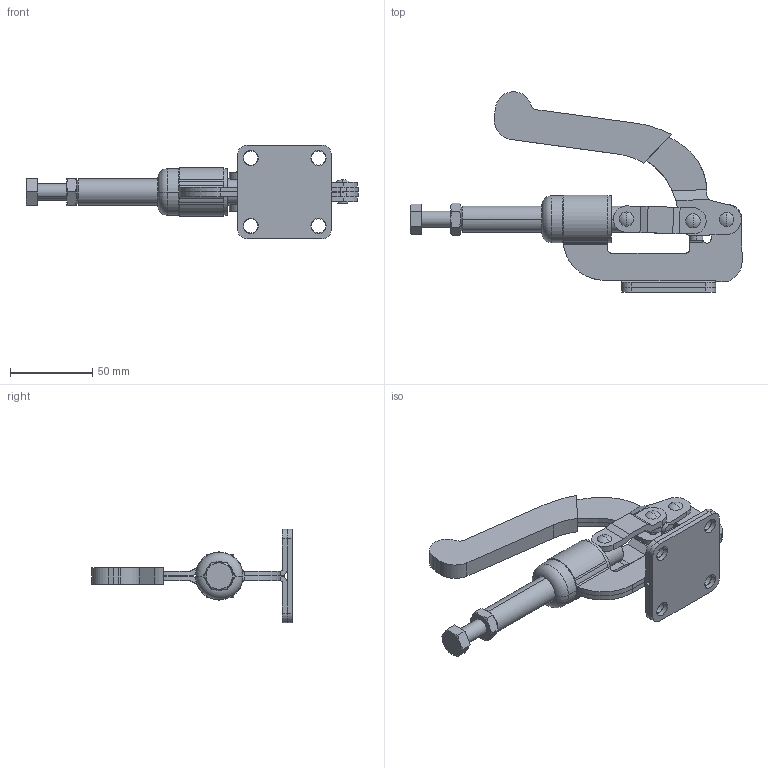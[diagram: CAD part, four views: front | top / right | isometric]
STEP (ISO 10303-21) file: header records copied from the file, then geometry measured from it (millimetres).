
FILE_DESCRIPTION (( 'STEP AP214' ), '1' );
FILE_NAME ('GH-36010M(Â²¤Æ).STEP', '2020-07-01T07:13:49', ( 'LinWei' ), ( '' ), 'SwSTEP 2.0', 'SolidWorks 2016', '' );
FILE_SCHEMA (( 'AUTOMOTIVE_DESIGN' ));
Length unit declared in the file: millimetre
Products named in the file (6): 436010M33-1^GH-36010M(簡化); Group5^GH-36010M(簡化); Group3^GH-36010M(簡化); Group2^GH-36010M(簡化); Group1^GH-36010M(簡化); GH-36010M(簡化)
Assembly tree (5 placements, depth 2):
  GH-36010M(簡化)
    Group1^GH-36010M(簡化)
    Group2^GH-36010M(簡化)
    Group3^GH-36010M(簡化)
    Group5^GH-36010M(簡化)
    436010M33-1^GH-36010M(簡化)
Bounding box: 202.15 x 122 x 57.2 mm (x, y, z)
Volume: 109280.2 mm3; surface area: 56186.6 mm2
Topology: 6 solids, 8 shells, 297 faces, 731 edges, 462 vertices
Faces by surface type: plane 131, cylinder 124, cone 34, sphere 6, torus 2
Entity records: 9564 total; most frequent: CARTESIAN_POINT 1896, DIRECTION 1558, ORIENTED_EDGE 1458, EDGE_CURVE 729, AXIS2_PLACEMENT_3D 585, VERTEX_POINT 462, VECTOR 388, LINE 388
